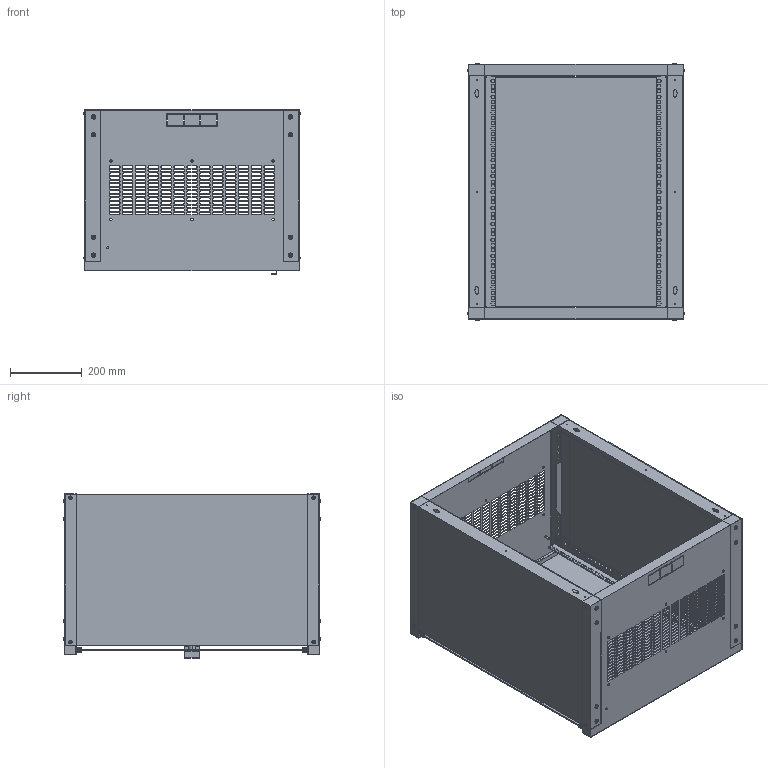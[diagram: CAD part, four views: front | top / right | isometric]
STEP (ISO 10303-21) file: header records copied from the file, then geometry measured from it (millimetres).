
FILE_DESCRIPTION (( 'STEP AP214' ), '1' );
FILE_NAME ('ITK_LINEA_WE_600x450_15U_Stekl.STEP', '2018-11-28T07:03:32', ( '' ), ( '' ), 'SwSTEP 2.0', 'SolidWorks 2014', '' );
FILE_SCHEMA (( 'AUTOMOTIVE_DESIGN' ));
Length unit declared in the file: millimetre
Products named in the file (13): Vint_rezb_Œ4å6; Bokovina_600õ450_15U; Osnovanie_600x450; ITK_LINEA_WE_600x450_15U_Stekl; Vint_petli; Gayka; Petlya_stekl_00; Vint_01; Steklo_15U; Ruchka; Bokovina_15U; Ugolok_15U; Dver_stekl_15U
Assembly tree (46 placements, depth 3):
  ITK_LINEA_WE_600x450_15U_Stekl
    Osnovanie_600x450  x2
    Bokovina_600õ450_15U  x2
      Bokovina_15U
      Gayka
    Vint_01  x20
    Ugolok_15U  x2
    Dver_stekl_15U
      Steklo_15U
      Ruchka
      Petlya_stekl_00  x2
      Vint_petli  x4
    Vint_rezb_Œ4å6  x8
Bounding box: 604.72 x 718.86 x 459.5 mm (x, y, z)
Volume: 3131471.5 mm3; surface area: 3963950.7 mm2
Topology: 46 solids, 46 shells, 4849 faces, 13698 edges, 8974 vertices
Faces by surface type: plane 3109, cylinder 1562, bspline 96, sphere 56, torus 16, cone 10
Entity records: 66658 total; most frequent: CARTESIAN_POINT 11861, ORIENTED_EDGE 11244, DIRECTION 10984, EDGE_CURVE 5622, LINE 4158, VECTOR 4158, VERTEX_POINT 3706, AXIS2_PLACEMENT_3D 3413
